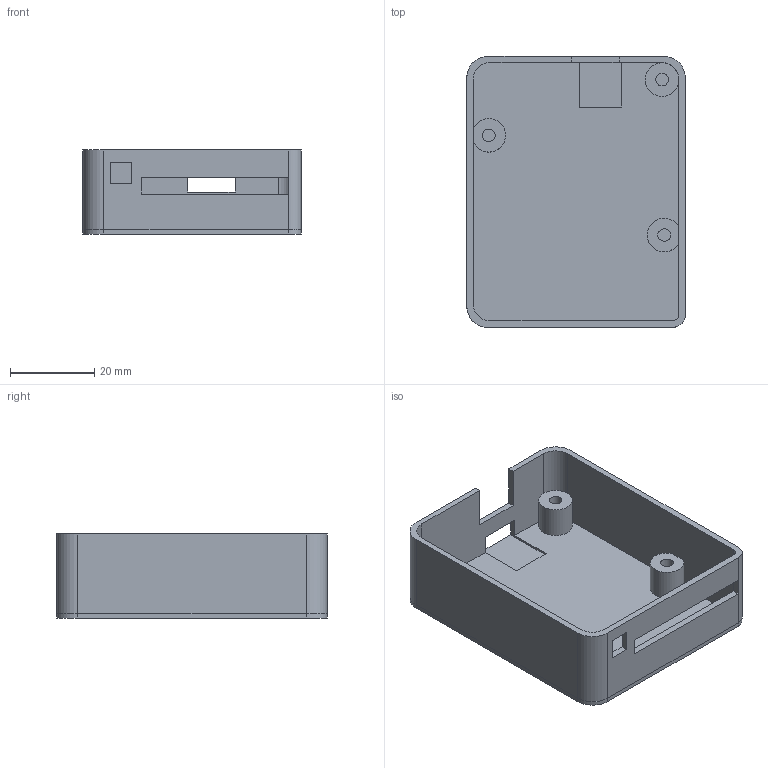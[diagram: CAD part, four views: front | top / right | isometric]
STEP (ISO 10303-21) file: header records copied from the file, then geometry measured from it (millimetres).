
FILE_DESCRIPTION(('FreeCAD Model'),'2;1');
FILE_NAME( 'Case_Bot.step', '2018-09-04T08:14:25',('Author'),(''), 'Open CASCADE STEP processor 7.3','FreeCAD','Unknown');
FILE_SCHEMA(('AUTOMOTIVE_DESIGN { 1 0 10303 214 1 1 1 1 }'));
Length unit declared in the file: millimetre
Products named in the file (1): Bottom001
Bounding box: 52.01 x 64.5 x 20 mm (x, y, z)
Volume: 10081.7 mm3; surface area: 15534.6 mm2
Topology: 1 solids, 1 shells, 58 faces, 159 edges, 104 vertices
Faces by surface type: plane 39, cylinder 19
Full cylindrical faces by diameter (mm): 3 x3, 8 x1
Entity records: 3998 total; most frequent: CARTESIAN_POINT 766, DIRECTION 612, LINE 401, VECTOR 401, ORIENTED_EDGE 318, PCURVE 318, DEFINITIONAL_REPRESENTATION 318, EDGE_CURVE 159
